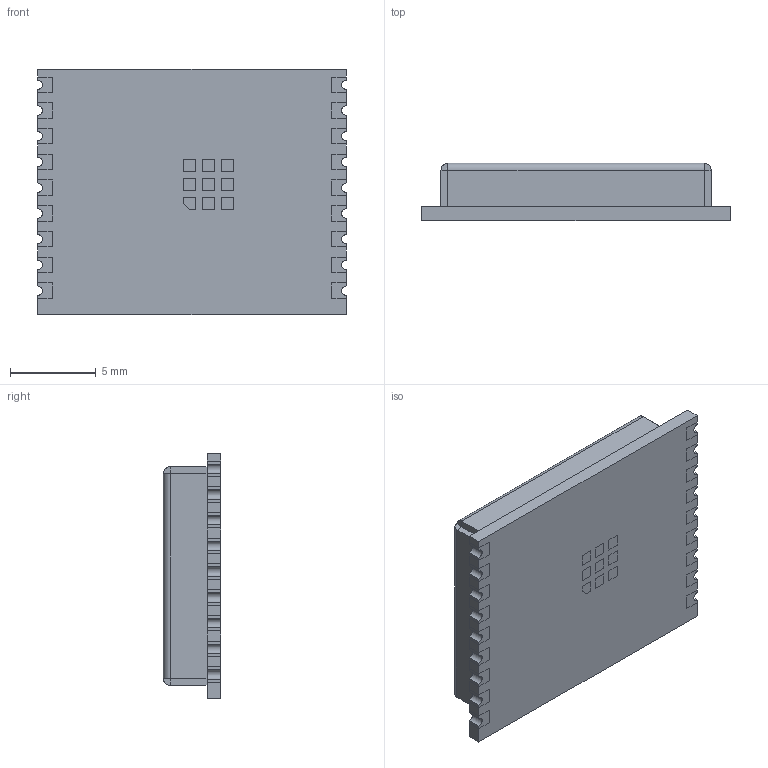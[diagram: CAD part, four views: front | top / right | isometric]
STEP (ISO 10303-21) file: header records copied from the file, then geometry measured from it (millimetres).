
FILE_DESCRIPTION (( 'STEP AP214' ), '1' );
FILE_NAME ('ESP32-C3-WROOM-02U-N4.STEP', '2025-02-11T16:40:26', ( 'LENOVO' ), ( '' ), 'SwSTEP 2.0', 'SolidWorks 2021', '' );
FILE_SCHEMA (( 'AUTOMOTIVE_DESIGN' ));
Length unit declared in the file: millimetre
Products named in the file (3): Antenna Jack_Antenna Jack; ESP32-C3-WROOM-02U-N4_ESP32-C3-WROOM-02U-N4; ESP32-C3-WROOM-02U-N4
Assembly tree (2 placements, depth 2):
  ESP32-C3-WROOM-02U-N4
    ESP32-C3-WROOM-02U-N4_ESP32-C3-WROOM-02U-N4
    Antenna Jack_Antenna Jack
Bounding box: 18 x 3.35 x 14.3 mm (x, y, z)
Volume: 321.6 mm3; surface area: 1316.1 mm2
Topology: 34 solids, 34 shells, 582 faces, 1450 edges, 948 vertices
Faces by surface type: plane 487, cylinder 74, bspline 10, cone 6, sphere 3, torus 2
Entity records: 17616 total; most frequent: CARTESIAN_POINT 3230, ORIENTED_EDGE 2894, DIRECTION 2720, EDGE_CURVE 1447, VECTOR 1288, LINE 1288, VERTEX_POINT 946, AXIS2_PLACEMENT_3D 716
